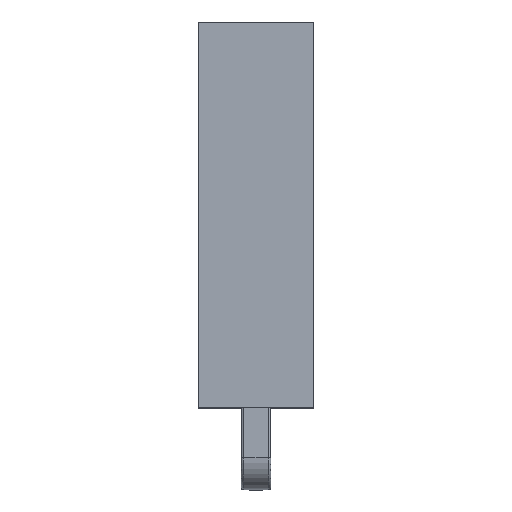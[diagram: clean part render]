
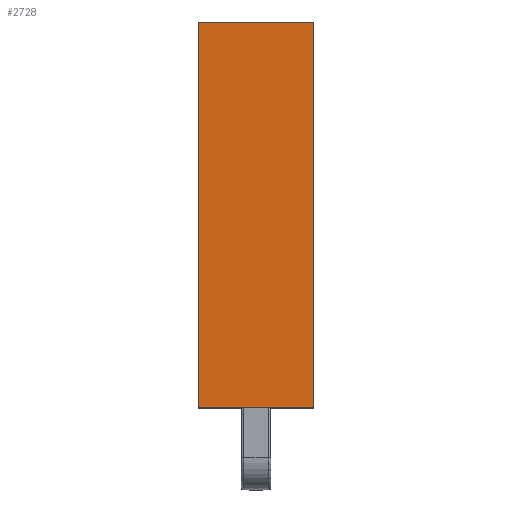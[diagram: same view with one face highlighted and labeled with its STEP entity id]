
A CAD part, top view. The second image highlights one B-rep face of the part: STEP entity #2728.
In plain terms, the highlighted planar face has unit normal (0, 0, 1).
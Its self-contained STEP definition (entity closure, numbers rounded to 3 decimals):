
#116=PLANE('',#3108);
#296=FACE_OUTER_BOUND('',#464,.T.);
#464=EDGE_LOOP('',(#2317,#2318,#2319,#2320));
#507=LINE('',#4096,#705);
#512=LINE('',#4106,#710);
#645=LINE('',#4749,#843);
#663=LINE('',#4830,#861);
#705=VECTOR('',#3238,10.);
#710=VECTOR('',#3247,10.);
#843=VECTOR('',#3844,10.);
#861=VECTOR('',#3960,10.);
#1054=VERTEX_POINT('',#4093);
#1055=VERTEX_POINT('',#4095);
#1058=VERTEX_POINT('',#4105);
#1208=VERTEX_POINT('',#4748);
#1285=EDGE_CURVE('',#1055,#1054,#507,.T.);
#1290=EDGE_CURVE('',#1055,#1058,#512,.T.);
#1551=EDGE_CURVE('',#1058,#1208,#645,.T.);
#1591=EDGE_CURVE('',#1054,#1208,#663,.T.);
#2317=ORIENTED_EDGE('',*,*,#1285,.T.);
#2318=ORIENTED_EDGE('',*,*,#1591,.T.);
#2319=ORIENTED_EDGE('',*,*,#1551,.F.);
#2320=ORIENTED_EDGE('',*,*,#1290,.F.);
#2728=ADVANCED_FACE('',(#296),#116,.T.);
#3108=AXIS2_PLACEMENT_3D('',#4829,#3958,#3959);
#3238=DIRECTION('',(1.,0.,0.));
#3247=DIRECTION('',(0.,1.,0.));
#3844=DIRECTION('',(1.,0.,0.));
#3958=DIRECTION('center_axis',(0.,0.,
1.));
#3959=DIRECTION('ref_axis',(1.,0.,0.));
#3960=DIRECTION('',(0.,1.,0.));
#4093=CARTESIAN_POINT('',(1.27,1.6,2.54));
#4095=CARTESIAN_POINT('',(-1.27,1.6,2.54));
#4096=CARTESIAN_POINT('',(-1.27,1.6,2.54));
#4105=CARTESIAN_POINT('',(-1.27,10.1,2.54));
#4106=CARTESIAN_POINT('',(-1.27,1.6,2.54));
#4748=CARTESIAN_POINT('',(1.27,10.1,2.54));
#4749=CARTESIAN_POINT('',(-1.27,10.1,2.54));
#4829=CARTESIAN_POINT('Origin',(-1.27,1.6,2.54));
#4830=CARTESIAN_POINT('',(1.27,1.6,2.54));
